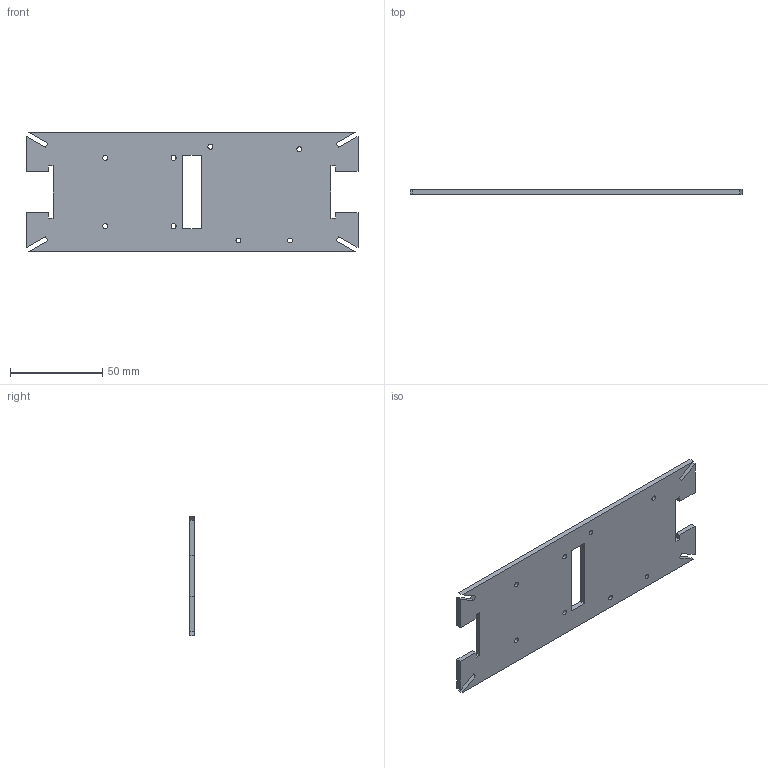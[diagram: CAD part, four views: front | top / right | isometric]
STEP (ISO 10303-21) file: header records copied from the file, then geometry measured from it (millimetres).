
FILE_DESCRIPTION(/* description */ (''),/* implementation_level */ '2;1');
FILE_NAME(/* name */ 'base.stp',/* time_stamp */ '2020-03-09T20:47:55+09:00',/* author */ ('k0522'),/* organization */ (''),/* preprocessor_version */ 'ST-DEVELOPER v18',/* originating_system */ 'Autodesk Inventor 2020',/* authorisation */ '');
FILE_SCHEMA (('AUTOMOTIVE_DESIGN { 1 0 10303 214 3 1 1 }'));
Length unit declared in the file: millimetre
Products named in the file (1): base
Bounding box: 180 x 2.7 x 65 mm (x, y, z)
Volume: 28161.7 mm3; surface area: 23108.8 mm2
Topology: 1 solids, 1 shells, 46 faces, 140 edges, 96 vertices
Faces by surface type: plane 38, cylinder 8
Full cylindrical faces by diameter (mm): 2.7 x8
Entity records: 1649 total; most frequent: CARTESIAN_POINT 283, ORIENTED_EDGE 280, DIRECTION 258, EDGE_CURVE 140, LINE 116, VECTOR 116, VERTEX_POINT 96, AXIS2_PLACEMENT_3D 71
